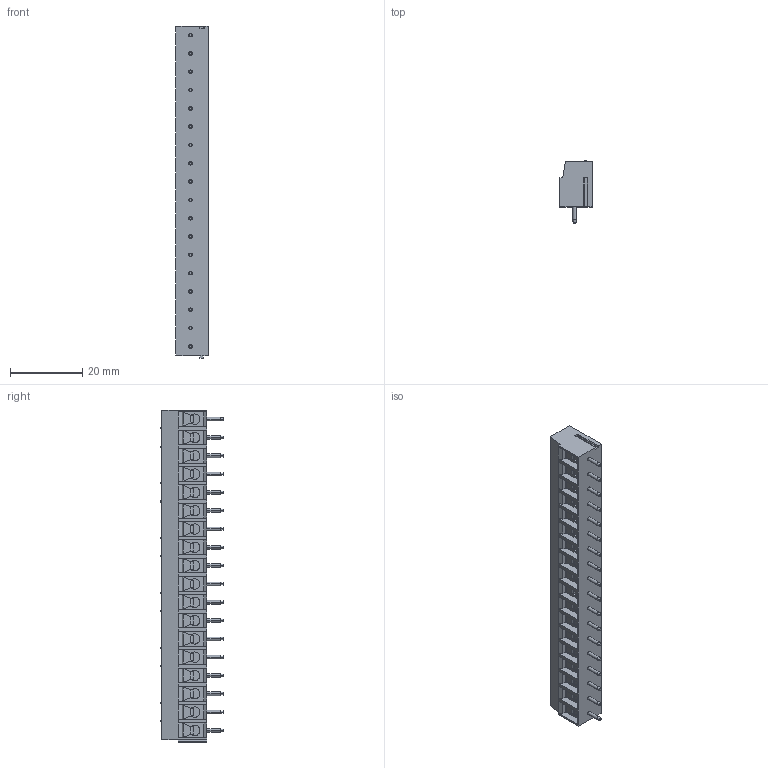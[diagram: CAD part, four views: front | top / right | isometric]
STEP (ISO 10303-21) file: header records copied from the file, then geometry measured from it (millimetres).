
FILE_DESCRIPTION((''),'2;1');
FILE_NAME('TL300R','2024-12-10T',('yanfa'),(''),'PRO/ENGINEER BY PARAMETRIC TECHNOLOGY CORPORATION, 2009280','PRO/ENGINEER BY PARAMETRIC TECHNOLOGY CORPORATION, 2009280','');
FILE_SCHEMA(('AUTOMOTIVE_DESIGN_CC2 { 1 2 10303 214 -1 1 5 2 }'));
Length unit declared in the file: millimetre
Products named in the file (1): TL300R
Bounding box: 9 x 17.3 x 92.13 mm (x, y, z)
Volume: 8328 mm3; surface area: 6605.4 mm2
Topology: 1 solids, 1 shells, 1054 faces, 2688 edges, 1696 vertices
Faces by surface type: plane 556, cylinder 330, cone 108, torus 36, sphere 24
Entity records: 32060 total; most frequent: CARTESIAN_POINT 6494, ORIENTED_EDGE 5328, DIRECTION 5300, EDGE_CURVE 2664, AXIS2_PLACEMENT_3D 1870, VERTEX_POINT 1696, VECTOR 1560, LINE 1560
